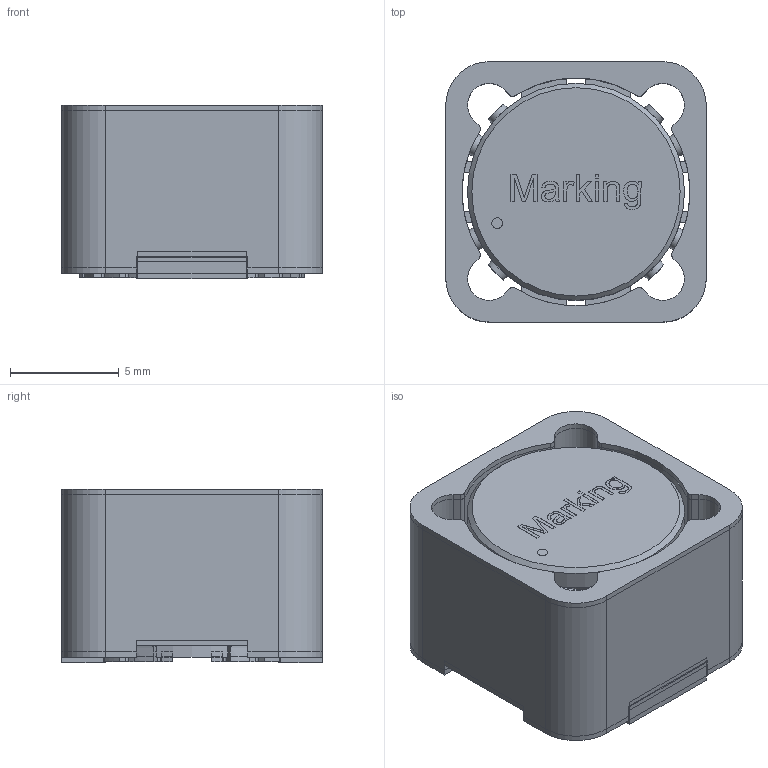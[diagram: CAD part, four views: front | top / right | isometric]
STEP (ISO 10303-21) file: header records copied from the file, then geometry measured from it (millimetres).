
FILE_DESCRIPTION( ( 'Unknown' ), '1' );
FILE_NAME( '744770xxx.stp', 'Unknown', ( 'Unknown' ), ( 'Unknown' ), 'PSStep 13.0', 'Unknown', ' ' );
FILE_SCHEMA( ( 'AUTOMOTIVE_DESIGN { 1 0 10303 214 1 1 1 1 }' ) );
Length unit declared in the file: millimetre
Products named in the file (7): Assem1; Kern_; Schale_; Pin_
Bounding box: 12 x 12 x 8 mm (x, y, z)
Surface area: 3389.2 mm2
Topology: 12 solids, 12 shells, 526 faces, 1476 edges, 988 vertices
Faces by surface type: plane 296, cylinder 168, extrusion 32, bspline 28, cone 2
Full cylindrical faces by diameter (mm): 0.5 x2, 5.75 x2, 10 x4
Entity records: 13850 total; most frequent: CARTESIAN_POINT 5261, ORIENTED_EDGE 1404, DIRECTION 1187, EDGE_CURVE 702, VERTEX_POINT 480, VECTOR 401, AXIS2_PLACEMENT_3D 393, LINE 385
